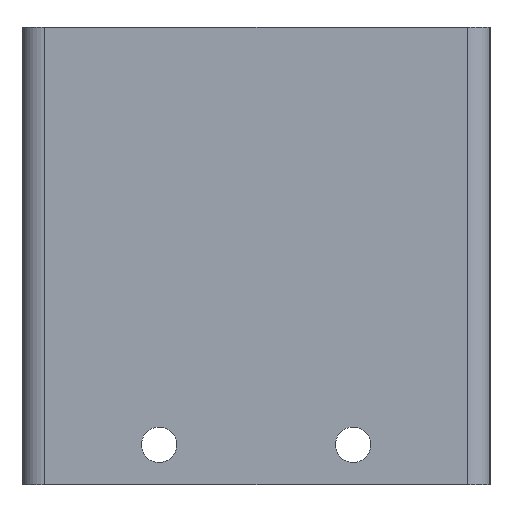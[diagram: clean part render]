
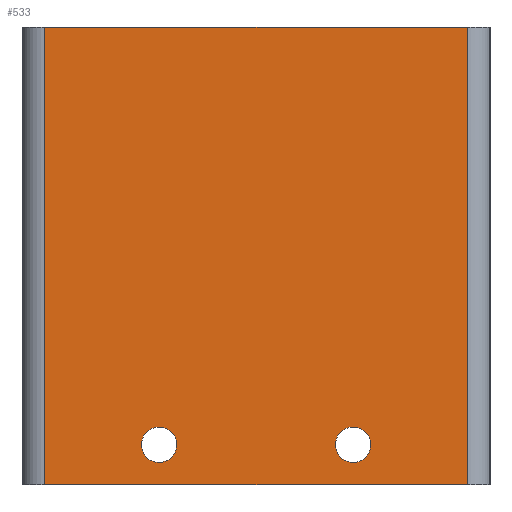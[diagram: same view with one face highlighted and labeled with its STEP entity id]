
A CAD part, left-side view. The second image highlights one B-rep face of the part: STEP entity #533.
In plain terms, the highlighted planar face has unit normal (-1, 0, 0).
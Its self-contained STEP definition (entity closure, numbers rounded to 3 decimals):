
#29=FACE_BOUND('',#102,.T.);
#30=FACE_BOUND('',#103,.T.);
#45=CIRCLE('',#584,1.55);
#46=CIRCLE('',#586,1.55);
#69=FACE_OUTER_BOUND('',#101,.T.);
#101=EDGE_LOOP('',(#460,#461,#462,#463));
#102=EDGE_LOOP('',(#464));
#103=EDGE_LOOP('',(#465));
#120=LINE('',#772,#177);
#160=LINE('',#875,#217);
#161=LINE('',#878,#218);
#162=LINE('',#879,#219);
#177=VECTOR('',#620,10.);
#217=VECTOR('',#720,10.);
#218=VECTOR('',#723,10.);
#219=VECTOR('',#724,10.);
#236=VERTEX_POINT('',#769);
#237=VERTEX_POINT('',#771);
#268=VERTEX_POINT('',#865);
#269=VERTEX_POINT('',#869);
#270=VERTEX_POINT('',#873);
#271=VERTEX_POINT('',#877);
#286=EDGE_CURVE('',#236,#237,#120,.T.);
#335=EDGE_CURVE('',#268,#268,#45,.T.);
#337=EDGE_CURVE('',#269,#269,#46,.T.);
#339=EDGE_CURVE('',#237,#270,#160,.T.);
#340=EDGE_CURVE('',#271,#236,#161,.T.);
#341=EDGE_CURVE('',#270,#271,#162,.T.);
#460=ORIENTED_EDGE('',*,*,#340,.F.);
#461=ORIENTED_EDGE('',*,*,#341,.F.);
#462=ORIENTED_EDGE('',*,*,#339,.F.);
#463=ORIENTED_EDGE('',*,*,#286,.F.);
#464=ORIENTED_EDGE('',*,*,#335,.T.);
#465=ORIENTED_EDGE('',*,*,#337,.T.);
#508=PLANE('',#589);
#533=ADVANCED_FACE('',(#69,#29,#30),#508,.T.);
#584=AXIS2_PLACEMENT_3D('',#867,#709,#710);
#586=AXIS2_PLACEMENT_3D('',#871,#714,#715);
#589=AXIS2_PLACEMENT_3D('',#876,#721,#722);
#620=DIRECTION('',(0.,1.,0.));
#709=DIRECTION('center_axis',(1.,0.,0.));
#710=DIRECTION('ref_axis',(0.,1.,0.));
#714=DIRECTION('center_axis',(1.,0.,0.));
#715=DIRECTION('ref_axis',(0.,1.,0.));
#720=DIRECTION('',(0.,0.,1.));
#721=DIRECTION('center_axis',(-1.,0.,0.));
#722=DIRECTION('ref_axis',(0.,1.,0.));
#723=DIRECTION('',(0.,0.,-1.));
#724=DIRECTION('',(0.,-1.,0.));
#769=CARTESIAN_POINT('',(-70.5,-18.493,0.));
#771=CARTESIAN_POINT('',(-70.5,18.507,0.));
#772=CARTESIAN_POINT('',(-70.5,20.007,0.));
#865=CARTESIAN_POINT('',(-70.5,6.95,3.5));
#867=CARTESIAN_POINT('Origin',(-70.5,8.5,3.5));
#869=CARTESIAN_POINT('',(-70.5,-10.05,3.5));
#871=CARTESIAN_POINT('Origin',(-70.5,-8.5,3.5));
#873=CARTESIAN_POINT('',(-70.5,18.507,40.062));
#875=CARTESIAN_POINT('',(-70.5,18.507,38.062));
#876=CARTESIAN_POINT('Origin',(-70.5,-19.993,38.062));
#877=CARTESIAN_POINT('',(-70.5,-18.493,40.062));
#878=CARTESIAN_POINT('',(-70.5,-18.493,38.062));
#879=CARTESIAN_POINT('',(-70.5,20.007,40.062));
